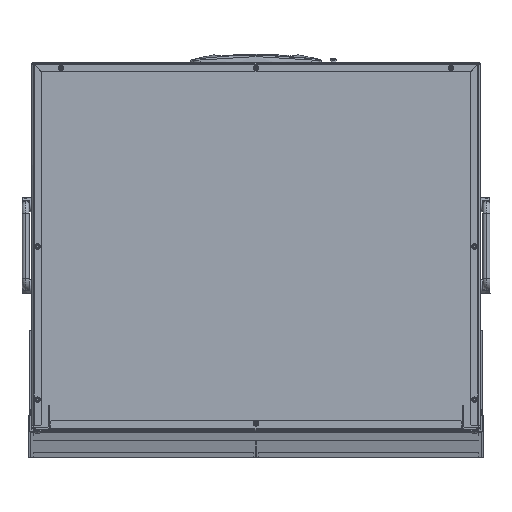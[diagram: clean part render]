
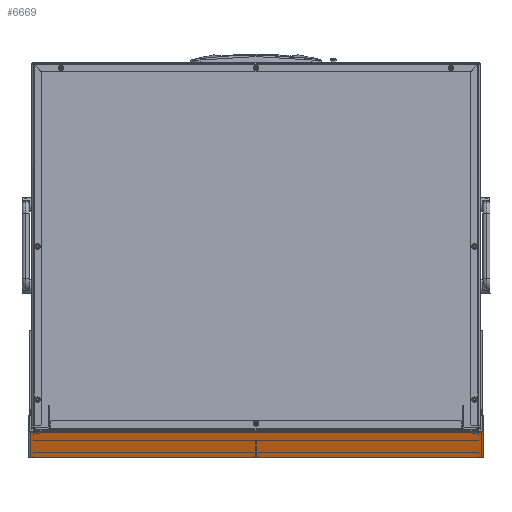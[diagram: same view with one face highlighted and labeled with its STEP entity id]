
A CAD part, front view. The second image highlights one B-rep face of the part: STEP entity #6669.
In plain terms, the highlighted face is planar.
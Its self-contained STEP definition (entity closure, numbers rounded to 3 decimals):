
#597 = LINE ( 'NONE', #43170, #19510 ) ;
#1458 = ORIENTED_EDGE ( 'NONE', *, *, #8189, .F. ) ;
#1628 = ORIENTED_EDGE ( 'NONE', *, *, #43783, .T. ) ;
#2819 = VECTOR ( 'NONE', #47235, 1000. ) ;
#3133 = VERTEX_POINT ( 'NONE', #44579 ) ;
#3684 = DIRECTION ( 'NONE',  ( 1., 0., 0. ) ) ;
#4602 = VECTOR ( 'NONE', #17166, 1000. ) ;
#5349 = LINE ( 'NONE', #36903, #16515 ) ;
#6389 = EDGE_CURVE ( 'NONE', #10036, #56969, #33444, .T. ) ;
#6669 = ADVANCED_FACE ( 'NONE', ( #9588 ), #51408, .F. ) ;
#6810 = EDGE_CURVE ( 'NONE', #53904, #64114, #10741, .T. ) ;
#7126 = VECTOR ( 'NONE', #48170, 1000. ) ;
#7413 = ORIENTED_EDGE ( 'NONE', *, *, #62386, .F. ) ;
#8189 = EDGE_CURVE ( 'NONE', #12115, #10036, #17817, .T. ) ;
#9588 = FACE_OUTER_BOUND ( 'NONE', #41683, .T. ) ;
#10036 = VERTEX_POINT ( 'NONE', #31899 ) ;
#10234 = VECTOR ( 'NONE', #22062, 1000. ) ;
#10237 = CARTESIAN_POINT ( 'NONE',  ( 279.5, -8., -228. ) ) ;
#10741 = LINE ( 'NONE', #76551, #52326 ) ;
#11566 = VECTOR ( 'NONE', #56571, 1000. ) ;
#12115 = VERTEX_POINT ( 'NONE', #24485 ) ;
#16515 = VECTOR ( 'NONE', #65646, 1000. ) ;
#17166 = DIRECTION ( 'NONE',  ( 0., -1., 0. ) ) ;
#17817 = LINE ( 'NONE', #24085, #7126 ) ;
#19510 = VECTOR ( 'NONE', #36496, 1000. ) ;
#20644 = CARTESIAN_POINT ( 'NONE',  ( -277.5, -8., -228. ) ) ;
#21585 = ORIENTED_EDGE ( 'NONE', *, *, #51123, .T. ) ;
#22062 = DIRECTION ( 'NONE',  ( 0., 1., 0. ) ) ;
#22948 = VERTEX_POINT ( 'NONE', #20644 ) ;
#24085 = CARTESIAN_POINT ( 'NONE',  ( -277.5, 33., -228. ) ) ;
#24485 = CARTESIAN_POINT ( 'NONE',  ( 279.5, 33., -228. ) ) ;
#26162 = LINE ( 'NONE', #31308, #11566 ) ;
#26483 = CARTESIAN_POINT ( 'NONE',  ( 277.5, -8., -228. ) ) ;
#27500 = ORIENTED_EDGE ( 'NONE', *, *, #6810, .T. ) ;
#27951 = CARTESIAN_POINT ( 'NONE',  ( -279.5, -8., -228. ) ) ;
#28298 = CARTESIAN_POINT ( 'NONE',  ( -277.5, 0., -228. ) ) ;
#31308 = CARTESIAN_POINT ( 'NONE',  ( -279.5, -8., -228. ) ) ;
#31899 = CARTESIAN_POINT ( 'NONE',  ( -279.5, 33., -228. ) ) ;
#32191 = ORIENTED_EDGE ( 'NONE', *, *, #40509, .T. ) ;
#32864 = DIRECTION ( 'NONE',  ( 0., 0., 1. ) ) ;
#33444 = LINE ( 'NONE', #63410, #4602 ) ;
#36496 = DIRECTION ( 'NONE',  ( 0., -1., 0. ) ) ;
#36903 = CARTESIAN_POINT ( 'NONE',  ( 279.5, -8., -228. ) ) ;
#38122 = ORIENTED_EDGE ( 'NONE', *, *, #51213, .F. ) ;
#40509 = EDGE_CURVE ( 'NONE', #64114, #63993, #65335, .T. ) ;
#41683 = EDGE_LOOP ( 'NONE', ( #32191, #1628, #38122, #50238, #1458, #7413, #21585, #27500 ) ) ;
#43170 = CARTESIAN_POINT ( 'NONE',  ( -277.5, 33., -228. ) ) ;
#43783 = EDGE_CURVE ( 'NONE', #63993, #22948, #597, .T. ) ;
#44579 = CARTESIAN_POINT ( 'NONE',  ( 279.5, -8., -228. ) ) ;
#46626 = DIRECTION ( 'NONE',  ( 0., 1., 0. ) ) ;
#47235 = DIRECTION ( 'NONE',  ( -1., 0., 0. ) ) ;
#48170 = DIRECTION ( 'NONE',  ( -1., 0., 0. ) ) ;
#50238 = ORIENTED_EDGE ( 'NONE', *, *, #6389, .F. ) ;
#51023 = CARTESIAN_POINT ( 'NONE',  ( -277.5, 33., -228. ) ) ;
#51123 = EDGE_CURVE ( 'NONE', #3133, #53904, #5349, .T. ) ;
#51213 = EDGE_CURVE ( 'NONE', #56969, #22948, #26162, .T. ) ;
#51408 = PLANE ( 'NONE',  #56112 ) ;
#52326 = VECTOR ( 'NONE', #46626, 1000. ) ;
#53904 = VERTEX_POINT ( 'NONE', #26483 ) ;
#56112 = AXIS2_PLACEMENT_3D ( 'NONE', #51023, #32864, #3684 ) ;
#56571 = DIRECTION ( 'NONE',  ( 1., 0., 0. ) ) ;
#56969 = VERTEX_POINT ( 'NONE', #27951 ) ;
#57961 = LINE ( 'NONE', #10237, #10234 ) ;
#62386 = EDGE_CURVE ( 'NONE', #3133, #12115, #57961, .T. ) ;
#63410 = CARTESIAN_POINT ( 'NONE',  ( -279.5, 33., -228. ) ) ;
#63993 = VERTEX_POINT ( 'NONE', #68163 ) ;
#64114 = VERTEX_POINT ( 'NONE', #75994 ) ;
#65335 = LINE ( 'NONE', #28298, #2819 ) ;
#65646 = DIRECTION ( 'NONE',  ( -1., 0., 0. ) ) ;
#68163 = CARTESIAN_POINT ( 'NONE',  ( -277.5, 0., -228. ) ) ;
#75994 = CARTESIAN_POINT ( 'NONE',  ( 277.5, 0., -228. ) ) ;
#76551 = CARTESIAN_POINT ( 'NONE',  ( 277.5, -8., -228. ) ) ;
